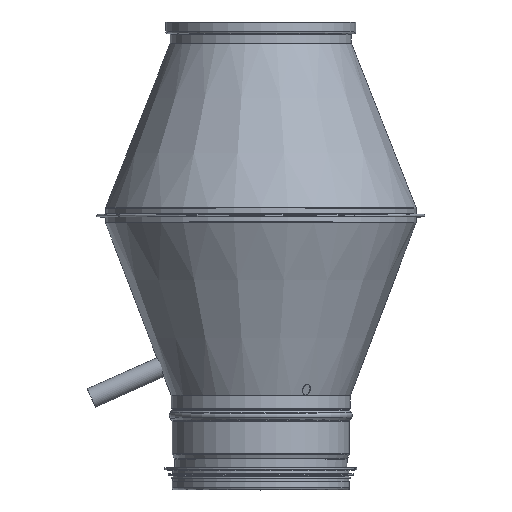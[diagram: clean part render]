
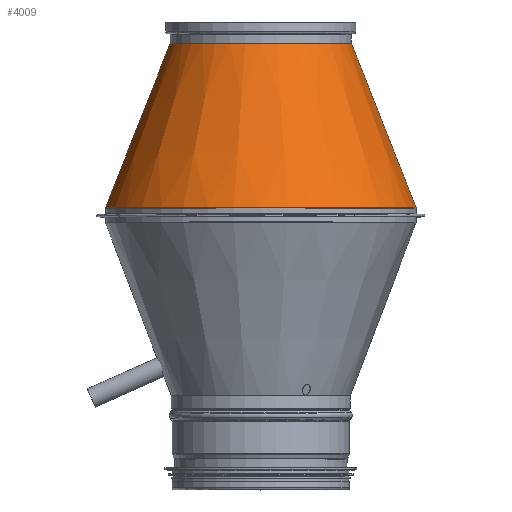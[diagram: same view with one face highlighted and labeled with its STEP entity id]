
A CAD part, top view. The second image highlights one B-rep face of the part: STEP entity #4009.
In plain terms, the highlighted conical face has half-angle 21.479 degrees and reference radius 63.392 mm.
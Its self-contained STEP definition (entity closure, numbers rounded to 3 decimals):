
#419=CIRCLE('',#4357,63.392);
#420=CIRCLE('',#4359,108.517);
#641=LINE('',#6755,#901);
#666=LINE('',#6830,#926);
#901=VECTOR('',#4943,123.241);
#926=VECTOR('',#5016,123.241);
#1122=CONICAL_SURFACE('',#4358,63.392,21.479);
#1236=FACE_OUTER_BOUND('',#1502,.T.);
#1502=EDGE_LOOP('',(#2937,#2938,#2939,#2940));
#1802=VERTEX_POINT('',#6748);
#1804=VERTEX_POINT('',#6754);
#1828=VERTEX_POINT('',#6823);
#1830=VERTEX_POINT('',#6829);
#2157=EDGE_CURVE('',#1804,#1802,#641,.T.);
#2194=EDGE_CURVE('',#1828,#1830,#666,.T.);
#2237=EDGE_CURVE('',#1828,#1804,#419,.T.);
#2238=EDGE_CURVE('',#1830,#1802,#420,.T.);
#2937=ORIENTED_EDGE('',*,*,#2157,.T.);
#2938=ORIENTED_EDGE('',*,*,#2238,.F.);
#2939=ORIENTED_EDGE('',*,*,#2194,.F.);
#2940=ORIENTED_EDGE('',*,*,#2237,.T.);
#4009=ADVANCED_FACE('',(#1236),#1122,.T.);
#4357=AXIS2_PLACEMENT_3D('',#6913,#5134,#5135);
#4358=AXIS2_PLACEMENT_3D('',#6914,#5136,#5137);
#4359=AXIS2_PLACEMENT_3D('',#6915,#5138,#5139);
#4943=DIRECTION('',(0.366,0.931,0.));
#5016=DIRECTION('',(0.366,0.931,0.));
#5134=DIRECTION('center_axis',(0.,1.,0.));
#5135=DIRECTION('ref_axis',(1.,0.,0.));
#5136=DIRECTION('center_axis',(0.,1.,0.));
#5137=DIRECTION('ref_axis',(1.,0.,0.));
#5138=DIRECTION('center_axis',(0.,1.,0.));
#5139=DIRECTION('ref_axis',(1.,0.,0.));
#6748=CARTESIAN_POINT('',(108.517,129.674,0.002));
#6754=CARTESIAN_POINT('',(63.392,14.992,0.001));
#6755=CARTESIAN_POINT('',(63.392,14.992,0.001));
#6823=CARTESIAN_POINT('',(63.392,14.992,0.));
#6829=CARTESIAN_POINT('',(108.517,129.674,0.));
#6830=CARTESIAN_POINT('',(63.392,14.992,0.));
#6913=CARTESIAN_POINT('Origin',(0.,14.992,
0.));
#6914=CARTESIAN_POINT('Origin',(0.,14.992,
0.));
#6915=CARTESIAN_POINT('Origin',(0.,129.674,0.));
